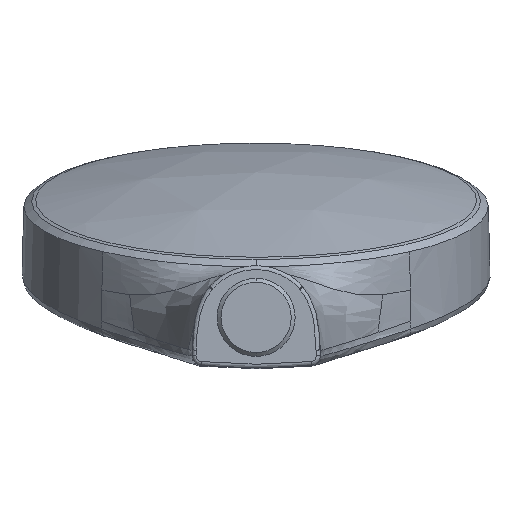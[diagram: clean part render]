
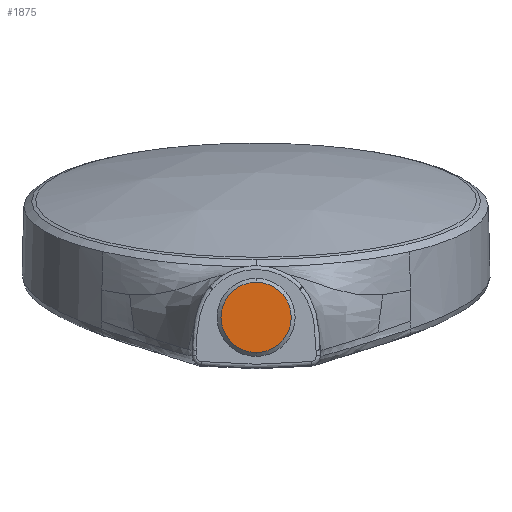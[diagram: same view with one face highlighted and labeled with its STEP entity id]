
A CAD part, front view. The second image highlights one B-rep face of the part: STEP entity #1875.
In plain terms, the highlighted planar face has unit normal (0, -1, 0).
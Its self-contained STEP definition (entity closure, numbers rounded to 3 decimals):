
#43 = CARTESIAN_POINT ( 'NONE',  ( 0., -0.7, 42.878 ) ) ;
#207 = VERTEX_POINT ( 'NONE', #619 ) ;
#273 = EDGE_CURVE ( 'NONE', #207, #3919, #2217, .T. ) ;
#293 = AXIS2_PLACEMENT_3D ( 'NONE', #556, #6566, #3597 ) ;
#556 = CARTESIAN_POINT ( 'NONE',  ( 0., -0.7, 51.878 ) ) ;
#619 = CARTESIAN_POINT ( 'NONE',  ( 0., -0.7, 60.878 ) ) ;
#1590 = ORIENTED_EDGE ( 'NONE', *, *, #273, .T. ) ;
#1708 = ORIENTED_EDGE ( 'NONE', *, *, #5990, .T. ) ;
#1875 = ADVANCED_FACE ( 'NONE', ( #4820 ), #2790, .T. ) ;
#2217 = CIRCLE ( 'NONE', #4080, 9. ) ;
#2463 = DIRECTION ( 'NONE',  ( 0., -1., 0. ) ) ;
#2612 = DIRECTION ( 'NONE',  ( 0., 0., 1. ) ) ;
#2790 = PLANE ( 'NONE',  #293 ) ;
#3102 = EDGE_LOOP ( 'NONE', ( #1708, #1590 ) ) ;
#3266 = CIRCLE ( 'NONE', #4443, 9. ) ;
#3548 = DIRECTION ( 'NONE',  ( 0., 0., 1. ) ) ;
#3597 = DIRECTION ( 'NONE',  ( 0., 0., 1. ) ) ;
#3919 = VERTEX_POINT ( 'NONE', #43 ) ;
#3979 = CARTESIAN_POINT ( 'NONE',  ( 0., -0.7, 51.878 ) ) ;
#4080 = AXIS2_PLACEMENT_3D ( 'NONE', #3979, #6159, #3548 ) ;
#4112 = CARTESIAN_POINT ( 'NONE',  ( 0., -0.7, 51.878 ) ) ;
#4443 = AXIS2_PLACEMENT_3D ( 'NONE', #4112, #2463, #2612 ) ;
#4820 = FACE_OUTER_BOUND ( 'NONE', #3102, .T. ) ;
#5990 = EDGE_CURVE ( 'NONE', #3919, #207, #3266, .T. ) ;
#6159 = DIRECTION ( 'NONE',  ( 0., -1., 0. ) ) ;
#6566 = DIRECTION ( 'NONE',  ( 0., -1., 0. ) ) ;
